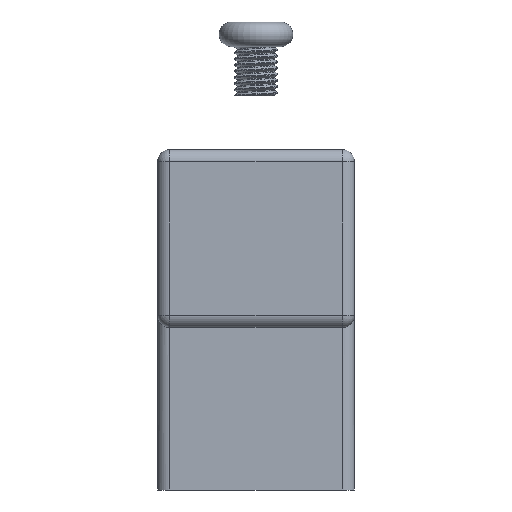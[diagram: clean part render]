
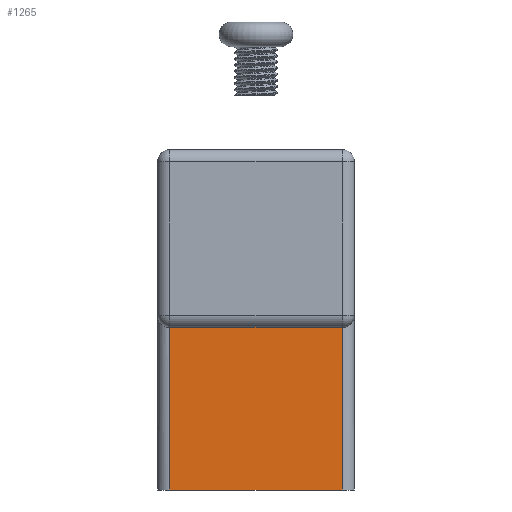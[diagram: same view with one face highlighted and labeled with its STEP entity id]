
A CAD part, left-side view. The second image highlights one B-rep face of the part: STEP entity #1265.
In plain terms, the highlighted planar face has unit normal (-1, 0, 0).
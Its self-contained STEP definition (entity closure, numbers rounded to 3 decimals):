
#44=PLANE('',#1400);
#97=FACE_OUTER_BOUND('',#176,.T.);
#176=EDGE_LOOP('',(#946,#947,#948,#949));
#353=LINE('',#2160,#433);
#380=LINE('',#2267,#460);
#381=LINE('',#2269,#461);
#382=LINE('',#2270,#462);
#433=VECTOR('',#1524,10.);
#460=VECTOR('',#1657,10.);
#461=VECTOR('',#1660,10.);
#462=VECTOR('',#1661,10.);
#532=VERTEX_POINT('',#2158);
#533=VERTEX_POINT('',#2159);
#557=VERTEX_POINT('',#2257);
#560=VERTEX_POINT('',#2265);
#656=EDGE_CURVE('',#532,#533,#353,.T.);
#712=EDGE_CURVE('',#560,#557,#380,.T.);
#713=EDGE_CURVE('',#560,#533,#381,.T.);
#714=EDGE_CURVE('',#532,#557,#382,.T.);
#946=ORIENTED_EDGE('',*,*,#712,.F.);
#947=ORIENTED_EDGE('',*,*,#713,.T.);
#948=ORIENTED_EDGE('',*,*,#656,.F.);
#949=ORIENTED_EDGE('',*,*,#714,.T.);
#1265=ADVANCED_FACE('',(#97),#44,.T.);
#1400=AXIS2_PLACEMENT_3D('',#2268,#1658,#1659);
#1524=DIRECTION('',(0.,0.,-1.));
#1657=DIRECTION('',(0.,0.,1.));
#1658=DIRECTION('center_axis',(-1.,0.,0.));
#1659=DIRECTION('ref_axis',(0.,0.,-1.));
#1660=DIRECTION('',(0.,-1.,0.));
#1661=DIRECTION('',(0.,1.,0.));
#2158=CARTESIAN_POINT('',(-10.,-57.75,66.025));
#2159=CARTESIAN_POINT('',(-10.,-57.75,33.));
#2160=CARTESIAN_POINT('',(-10.,-57.75,67.997));
#2257=CARTESIAN_POINT('',(-10.,-22.75,66.025));
#2265=CARTESIAN_POINT('',(-10.,-22.75,33.));
#2267=CARTESIAN_POINT('',(-10.,-22.75,67.997));
#2268=CARTESIAN_POINT('Origin',(-10.,-32.75,67.945));
#2269=CARTESIAN_POINT('',(-10.,-32.75,33.));
#2270=CARTESIAN_POINT('',(-10.,-32.75,66.025));
